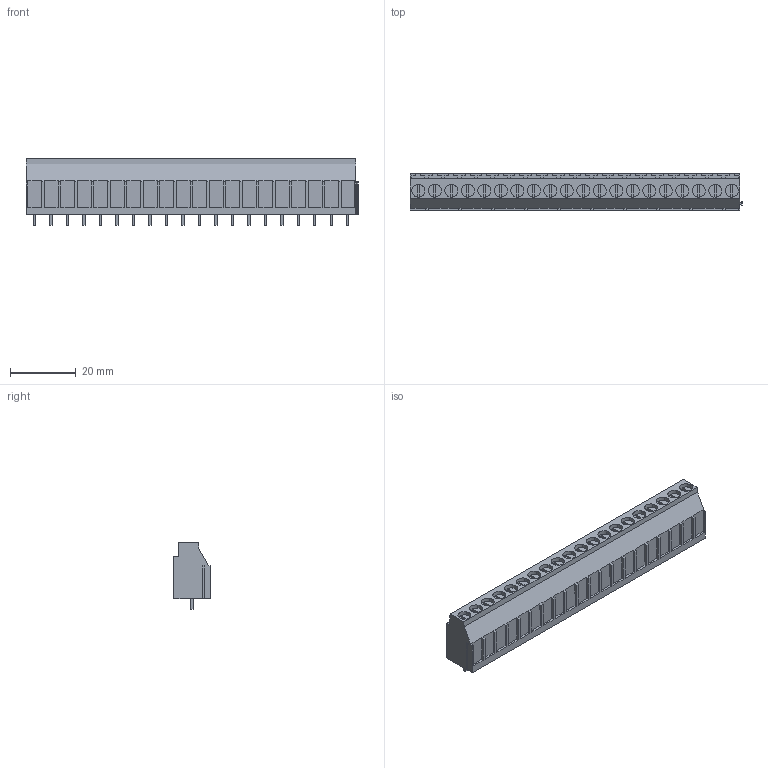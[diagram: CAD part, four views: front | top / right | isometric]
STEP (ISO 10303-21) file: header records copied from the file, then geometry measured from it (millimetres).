
FILE_DESCRIPTION(('CATIA V5 STEP Exchange','CAx-IF Rec.Pracs.--- Model Styling and Organization---1.4--- 2014-01-23'),'2;1');
FILE_NAME ('D1450284_0_1251380000_1251380000.stp','2019-02-28T09:52:18+00:00',('none'),('Weidmueller'),'CATIA Version 5-6 Release 2016 SP3 HF44','CATIA V5 STEP AP214','none');
FILE_SCHEMA(('AUTOMOTIVE_DESIGN { 1 0 10303 214 1 1 1 1 }'));
Length unit declared in the file: millimetre
Products named in the file (1): 1251380000
Bounding box: 100.65 x 11 x 20.3 mm (x, y, z)
Volume: 14497.9 mm3; surface area: 8342.7 mm2
Topology: 1 solids, 1 shells, 907 faces, 2435 edges, 1610 vertices
Faces by surface type: plane 867, cylinder 40
Entity records: 26876 total; most frequent: ORIENTED_EDGE 4870, CARTESIAN_POINT 4818, DIRECTION 3539, EDGE_CURVE 2435, VECTOR 2275, LINE 2275, VERTEX_POINT 1610, EDGE_LOOP 987
